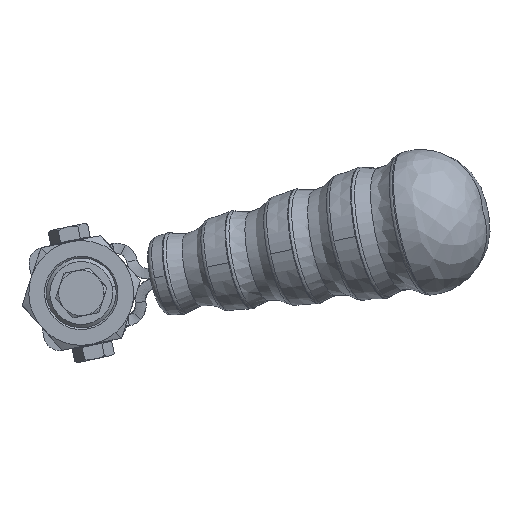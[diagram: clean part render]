
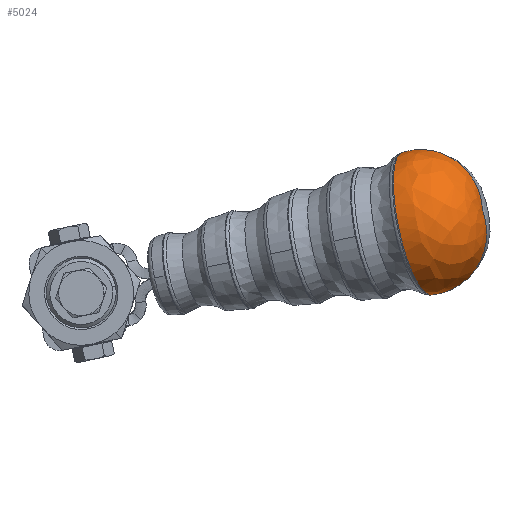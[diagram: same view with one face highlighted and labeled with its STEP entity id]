
A CAD part, left-side view. The second image highlights one B-rep face of the part: STEP entity #5024.
In plain terms, the highlighted free-form (B-spline) face has degree [2, 2] with [5, 9] control points.
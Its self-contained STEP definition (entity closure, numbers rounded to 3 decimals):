
#4933=CARTESIAN_POINT('',(6.817,-104.72,27.378));
#4934=CARTESIAN_POINT('',(6.267,-109.318,15.253));
#4935=CARTESIAN_POINT('',(9.238,-99.686,7.077));
#4936=CARTESIAN_POINT('',(12.208,-90.053,-1.098));
#4937=CARTESIAN_POINT('',(14.635,-79.37,5.862));
#4938=CARTESIAN_POINT('',(6.817,-104.72,27.378));
#4939=CARTESIAN_POINT('',(18.635,-112.564,15.923));
#4940=CARTESIAN_POINT('',(27.459,-104.467,8.064));
#4941=CARTESIAN_POINT('',(36.284,-96.371,0.205));
#4942=CARTESIAN_POINT('',(30.041,-83.413,6.696));
#4943=CARTESIAN_POINT('',(6.817,-104.72,27.378));
#4944=CARTESIAN_POINT('',(18.635,-109.976,28.463));
#4945=CARTESIAN_POINT('',(27.459,-100.655,26.539));
#4946=CARTESIAN_POINT('',(36.284,-91.333,24.616));
#4947=CARTESIAN_POINT('',(30.041,-80.189,22.316));
#4948=CARTESIAN_POINT('',(6.817,-104.72,27.378));
#4949=CARTESIAN_POINT('',(18.635,-107.388,41.002));
#4950=CARTESIAN_POINT('',(27.459,-96.842,45.014));
#4951=CARTESIAN_POINT('',(36.284,-86.296,49.026));
#4952=CARTESIAN_POINT('',(30.041,-76.966,37.936));
#4953=CARTESIAN_POINT('',(6.817,-104.72,27.378));
#4954=CARTESIAN_POINT('',(6.267,-104.142,40.333));
#4955=CARTESIAN_POINT('',(9.238,-92.06,44.027));
#4956=CARTESIAN_POINT('',(12.208,-79.978,47.722));
#4957=CARTESIAN_POINT('',(14.635,-72.923,37.102));
#4958=CARTESIAN_POINT('',(6.817,-104.72,27.378));
#4959=CARTESIAN_POINT('',(-6.1,-100.897,39.663));
#4960=CARTESIAN_POINT('',(-8.984,-87.279,43.041));
#4961=CARTESIAN_POINT('',(-11.867,-73.66,46.418));
#4962=CARTESIAN_POINT('',(-0.771,-68.88,36.267));
#4963=CARTESIAN_POINT('',(6.817,-104.72,27.378));
#4964=CARTESIAN_POINT('',(-6.1,-103.485,27.123));
#4965=CARTESIAN_POINT('',(-8.984,-91.091,24.566));
#4966=CARTESIAN_POINT('',(-11.867,-78.698,22.008));
#4967=CARTESIAN_POINT('',(-0.771,-72.104,20.647));
#4968=CARTESIAN_POINT('',(6.817,-104.72,27.378));
#4969=CARTESIAN_POINT('',(-6.1,-106.073,14.584));
#4970=CARTESIAN_POINT('',(-8.984,-94.904,6.091));
#4971=CARTESIAN_POINT('',(-11.867,-83.735,-2.402));
#4972=CARTESIAN_POINT('',(-0.771,-75.327,5.027));
#4973=CARTESIAN_POINT('',(6.817,-104.72,27.378));
#4974=CARTESIAN_POINT('',(6.267,-109.318,15.253));
#4975=CARTESIAN_POINT('',(9.238,-99.686,7.077));
#4976=CARTESIAN_POINT('',(12.208,-90.053,-1.098));
#4977=CARTESIAN_POINT('',(14.635,-79.37,5.862));
#4985=(BOUNDED_SURFACE()B_SPLINE_SURFACE(2,2,((#4933,#4938,#4943,#4948,#4953,#4958,#4963,#4968,#4973),(#4934,#4939,#4944,#4949,#4954,#4959,#4964,#4969,#4974),(#4935,#4940,#4945,#4950,#4955,#4960,#4965,#4970,#4975),(#4936,#4941,#4946,#4951,#4956,#4961,#4966,#4971,#4976),(#4937,#4942,#4947,#4952,#4957,#4962,#4967,#4972,#4977)),.UNSPECIFIED.,.F.,.T.,.U.)B_SPLINE_SURFACE_WITH_KNOTS((3,2,3),(3,2,2,2,3),(-1.735,-0.486,0.764),(0.0,1.571,3.142,4.712,6.283),.UNSPECIFIED.)GEOMETRIC_REPRESENTATION_ITEM()RATIONAL_B_SPLINE_SURFACE(((1.0,0.707,1.0,0.707,1.0,0.707,1.0,0.707,1.0),(0.811,0.574,0.811,0.574,0.811,0.574,0.811,0.574,0.811),(1.0,0.707,1.0,0.707,1.0,0.707,1.0,0.707,1.0),(0.811,0.574,0.811,0.574,0.811,0.574,0.811,0.574,0.811),(1.0,0.707,1.0,0.707,1.0,0.707,1.0,0.707,1.0)))REPRESENTATION_ITEM('')SURFACE());
#4986=CARTESIAN_POINT('',(11.95,-90.171,3.109));
#4987=VERTEX_POINT('',#4986);
#4988=CARTESIAN_POINT('',(6.817,-104.72,27.378));
#4989=VERTEX_POINT('',#4988);
#4990=CARTESIAN_POINT('',(11.413,-88.518,21.025));
#4991=DIRECTION('',(-0.966,0.253,-0.052));
#4992=DIRECTION('',(0.,-0.202,-0.979));
#4993=AXIS2_PLACEMENT_3D('',#4990,#4991,#4992);
#4994=CIRCLE('',#4993,18.);
#4995=EDGE_CURVE('',#4987,#4989,#4994,.T.);
#4996=ORIENTED_EDGE('',*,*,#4995,.T.);
#4997=CARTESIAN_POINT('',(11.95,-81.752,43.904));
#4998=VERTEX_POINT('',#4997);
#4999=CARTESIAN_POINT('',(11.413,-87.326,26.798));
#5000=DIRECTION('',(-0.966,0.253,-0.052));
#5001=DIRECTION('',(0.,0.202,0.979));
#5002=AXIS2_PLACEMENT_3D('',#4999,#5000,#5001);
#5003=CIRCLE('',#5002,18.);
#5004=EDGE_CURVE('',#4989,#4998,#5003,.T.);
#5005=ORIENTED_EDGE('',*,*,#5004,.T.);
#5006=CARTESIAN_POINT('',(-8.168,-80.682,22.418));
#5007=VERTEX_POINT('',#5006);
#5008=CARTESIAN_POINT('',(11.95,-85.961,23.507));
#5009=DIRECTION('',(0.259,0.946,-0.195));
#5010=DIRECTION('',(0.966,-0.253,0.052));
#5011=AXIS2_PLACEMENT_3D('',#5008,#5009,#5010);
#5012=CIRCLE('',#5011,20.827);
#5013=EDGE_CURVE('',#5007,#4998,#5012,.T.);
#5014=ORIENTED_EDGE('',*,*,#5013,.F.);
#5015=CARTESIAN_POINT('',(11.95,-85.961,23.507));
#5016=DIRECTION('',(0.259,0.946,-0.195));
#5017=DIRECTION('',(0.966,-0.253,0.052));
#5018=AXIS2_PLACEMENT_3D('',#5015,#5016,#5017);
#5019=CIRCLE('',#5018,20.827);
#5020=EDGE_CURVE('',#4987,#5007,#5019,.T.);
#5021=ORIENTED_EDGE('',*,*,#5020,.F.);
#5022=EDGE_LOOP('',(#4996,#5005,#5014,#5021));
#5023=FACE_OUTER_BOUND('',#5022,.T.);
#5024=ADVANCED_FACE('',(#5023),#4985,.T.);
